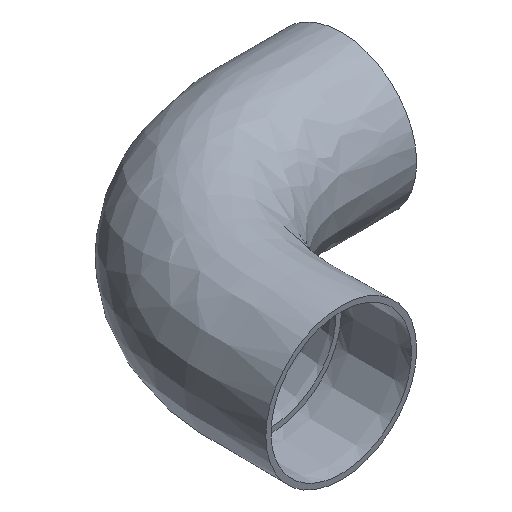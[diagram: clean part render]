
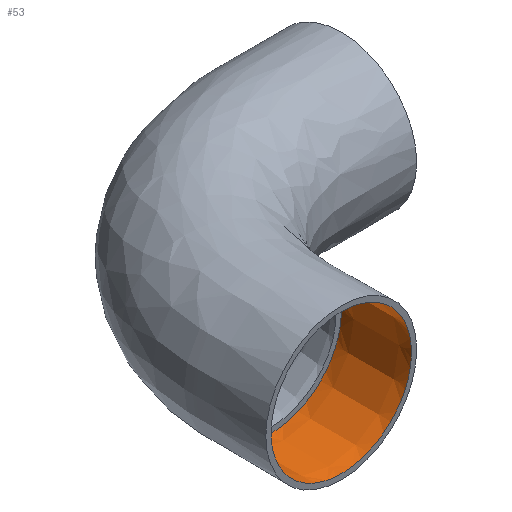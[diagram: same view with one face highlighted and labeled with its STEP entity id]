
A CAD part, isometric view. The second image highlights one B-rep face of the part: STEP entity #53.
In plain terms, the highlighted face is a extrusion surface.
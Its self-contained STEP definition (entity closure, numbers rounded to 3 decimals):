
#43=SURFACE_OF_LINEAR_EXTRUSION('',#66,#45);
#45=VECTOR('',#168,1.);
#53=ADVANCED_FACE('',(#77,#78),#43,.T.);
#64=B_SPLINE_CURVE_WITH_KNOTS('',3,(#10644,#10645,#10646,#10647,#10648,
#10649,#10650,#10651,#10652,#10653,#10654,#10655,#10656,#10657,#10658,#10659,
#10660,#10661,#10662,#10663,#10664,#10665,#10666,#10667,#10668,#10669,#10670,
#10671,#10672,#10673,#10674),.UNSPECIFIED.,.T.,.F.,(1,1,1,1,1,1,1,1,1,1,
1,1,1,1,1,1,1,1,1,1,1,1,1,1,1,1,1,1,1,1,1,1,1,1,1),(-0.094,-0.063,-0.031,
0.,0.031,0.063,0.094,0.125,0.188,0.219,0.25,0.281,0.313,0.375,
0.406,0.438,0.5,0.531,0.563,0.594,0.625,0.656,0.688,0.719,
0.75,0.813,0.844,0.875,0.906,0.938,0.969,1.,1.031,1.063,1.094),
 .UNSPECIFIED.);
#65=B_SPLINE_CURVE_WITH_KNOTS('',3,(#11363,#11364,#11365,#11366,#11367,
#11368,#11369,#11370,#11371,#11372,#11373,#11374,#11375,#11376,#11377,#11378,
#11379,#11380,#11381,#11382,#11383,#11384,#11385,#11386,#11387,#11388,#11389,
#11390,#11391,#11392,#11393),.UNSPECIFIED.,.T.,.F.,(1,1,1,1,1,1,1,1,1,1,
1,1,1,1,1,1,1,1,1,1,1,1,1,1,1,1,1,1,1,1,1,1,1,1,1),(-0.094,-0.063,-0.031,
0.,0.031,0.063,0.094,0.125,0.156,0.188,0.25,0.281,0.313,0.344,
0.375,0.406,0.438,0.469,0.5,0.563,0.594,0.625,0.688,0.719,0.75,
0.781,0.813,0.875,0.906,0.938,0.969,1.,1.031,1.063,1.094),
 .UNSPECIFIED.);
#66=B_SPLINE_CURVE_WITH_KNOTS('',3,(#11395,#11396,#11397,#11398,#11399,
#11400,#11401,#11402,#11403,#11404,#11405,#11406,#11407,#11408,#11409,#11410,
#11411,#11412,#11413,#11414,#11415,#11416,#11417,#11418,#11419,#11420,#11421,
#11422,#11423,#11424,#11425),.UNSPECIFIED.,.T.,.F.,(1,1,1,1,1,1,1,1,1,1,
1,1,1,1,1,1,1,1,1,1,1,1,1,1,1,1,1,1,1,1,1,1,1,1,1),(-0.094,-0.063,-0.031,
0.,0.031,0.063,0.094,0.125,0.188,0.219,0.25,0.281,0.313,0.375,
0.406,0.438,0.5,0.531,0.563,0.594,0.625,0.656,0.688,0.719,
0.75,0.813,0.844,0.875,0.906,0.938,0.969,1.,1.031,1.063,1.094),
 .UNSPECIFIED.);
#77=FACE_BOUND('',#93,.T.);
#78=FACE_BOUND('',#94,.T.);
#93=EDGE_LOOP('',(#109));
#94=EDGE_LOOP('',(#110));
#109=ORIENTED_EDGE('',*,*,#131,.F.);
#110=ORIENTED_EDGE('',*,*,#130,.F.);
#122=VERTEX_POINT('',#10675);
#123=VERTEX_POINT('',#11394);
#130=EDGE_CURVE('',#122,#122,#64,.T.);
#131=EDGE_CURVE('',#123,#123,#65,.T.);
#168=DIRECTION('',(0.,-1.,0.));
#10644=CARTESIAN_POINT('',(-19.743,0.,-3.917));
#10645=CARTESIAN_POINT('',(-20.13,0.,-0.007));
#10646=CARTESIAN_POINT('',(-19.738,0.,3.945));
#10647=CARTESIAN_POINT('',(-18.602,0.,7.69));
#10648=CARTESIAN_POINT('',(-16.73,0.,11.194));
#10649=CARTESIAN_POINT('',(-13.408,0.,15.242));
#10650=CARTESIAN_POINT('',(-8.945,0.,18.222));
#10651=CARTESIAN_POINT('',(-3.942,0.,19.739));
#10652=CARTESIAN_POINT('',(0.013,0.,20.129));
#10653=CARTESIAN_POINT('',(3.911,0.,19.745));
#10654=CARTESIAN_POINT('',(8.971,0.,18.213));
#10655=CARTESIAN_POINT('',(13.386,0.,15.266));
#10656=CARTESIAN_POINT('',(16.741,0.,11.174));
#10657=CARTESIAN_POINT('',(19.207,0.,6.573));
#10658=CARTESIAN_POINT('',(20.262,0.,1.269));
#10659=CARTESIAN_POINT('',(19.74,0.,-3.932));
#10660=CARTESIAN_POINT('',(18.592,0.,-7.72));
#10661=CARTESIAN_POINT('',(16.723,0.,-11.2));
#10662=CARTESIAN_POINT('',(14.233,0.,-14.234));
#10663=CARTESIAN_POINT('',(11.159,0.,-16.752));
#10664=CARTESIAN_POINT('',(7.707,0.,-18.595));
#10665=CARTESIAN_POINT('',(3.906,0.,-19.746));
#10666=CARTESIAN_POINT('',(-1.308,0.,-20.258));
#10667=CARTESIAN_POINT('',(-6.569,0.,-19.207));
#10668=CARTESIAN_POINT('',(-11.177,0.,-16.74));
#10669=CARTESIAN_POINT('',(-14.249,0.,-14.218));
#10670=CARTESIAN_POINT('',(-16.732,0.,-11.188));
#10671=CARTESIAN_POINT('',(-18.601,0.,-7.695));
#10672=CARTESIAN_POINT('',(-19.743,0.,-3.917));
#10673=CARTESIAN_POINT('',(-20.13,0.,-0.007));
#10674=CARTESIAN_POINT('',(-19.738,0.,3.945));
#10675=CARTESIAN_POINT('',(-20.,0.,0.));
#11363=CARTESIAN_POINT('',(-19.738,20.,3.945));
#11364=CARTESIAN_POINT('',(-20.13,20.,-0.007));
#11365=CARTESIAN_POINT('',(-19.743,20.,-3.917));
#11366=CARTESIAN_POINT('',(-18.601,20.,-7.695));
#11367=CARTESIAN_POINT('',(-16.732,20.,-11.188));
#11368=CARTESIAN_POINT('',(-14.249,20.,-14.218));
#11369=CARTESIAN_POINT('',(-11.177,20.,-16.74));
#11370=CARTESIAN_POINT('',(-6.569,20.,-19.207));
#11371=CARTESIAN_POINT('',(-1.308,20.,-20.258));
#11372=CARTESIAN_POINT('',(3.906,20.,-19.746));
#11373=CARTESIAN_POINT('',(7.707,20.,-18.595));
#11374=CARTESIAN_POINT('',(11.159,20.,-16.752));
#11375=CARTESIAN_POINT('',(14.233,20.,-14.234));
#11376=CARTESIAN_POINT('',(16.723,20.,-11.2));
#11377=CARTESIAN_POINT('',(18.592,20.,-7.72));
#11378=CARTESIAN_POINT('',(19.74,20.,-3.932));
#11379=CARTESIAN_POINT('',(20.262,20.,1.269));
#11380=CARTESIAN_POINT('',(19.207,20.,6.573));
#11381=CARTESIAN_POINT('',(16.741,20.,11.174));
#11382=CARTESIAN_POINT('',(13.386,20.,15.266));
#11383=CARTESIAN_POINT('',(8.971,20.,18.213));
#11384=CARTESIAN_POINT('',(3.911,20.,19.745));
#11385=CARTESIAN_POINT('',(0.013,20.,20.129));
#11386=CARTESIAN_POINT('',(-3.942,20.,19.739));
#11387=CARTESIAN_POINT('',(-8.945,20.,18.222));
#11388=CARTESIAN_POINT('',(-13.408,20.,15.242));
#11389=CARTESIAN_POINT('',(-16.73,20.,11.194));
#11390=CARTESIAN_POINT('',(-18.602,20.,7.69));
#11391=CARTESIAN_POINT('',(-19.738,20.,3.945));
#11392=CARTESIAN_POINT('',(-20.13,20.,-0.007));
#11393=CARTESIAN_POINT('',(-19.743,20.,-3.917));
#11394=CARTESIAN_POINT('',(-20.,20.,0.));
#11395=CARTESIAN_POINT('',(-19.743,20.,-3.917));
#11396=CARTESIAN_POINT('',(-20.13,20.,-0.007));
#11397=CARTESIAN_POINT('',(-19.738,20.,3.945));
#11398=CARTESIAN_POINT('',(-18.602,20.,7.69));
#11399=CARTESIAN_POINT('',(-16.73,20.,11.194));
#11400=CARTESIAN_POINT('',(-13.408,20.,15.242));
#11401=CARTESIAN_POINT('',(-8.945,20.,18.222));
#11402=CARTESIAN_POINT('',(-3.942,20.,19.739));
#11403=CARTESIAN_POINT('',(0.013,20.,20.129));
#11404=CARTESIAN_POINT('',(3.911,20.,19.745));
#11405=CARTESIAN_POINT('',(8.971,20.,18.213));
#11406=CARTESIAN_POINT('',(13.386,20.,15.266));
#11407=CARTESIAN_POINT('',(16.741,20.,11.174));
#11408=CARTESIAN_POINT('',(19.207,20.,6.573));
#11409=CARTESIAN_POINT('',(20.262,20.,1.269));
#11410=CARTESIAN_POINT('',(19.74,20.,-3.932));
#11411=CARTESIAN_POINT('',(18.592,20.,-7.72));
#11412=CARTESIAN_POINT('',(16.723,20.,-11.2));
#11413=CARTESIAN_POINT('',(14.233,20.,-14.234));
#11414=CARTESIAN_POINT('',(11.159,20.,-16.752));
#11415=CARTESIAN_POINT('',(7.707,20.,-18.595));
#11416=CARTESIAN_POINT('',(3.906,20.,-19.746));
#11417=CARTESIAN_POINT('',(-1.308,20.,-20.258));
#11418=CARTESIAN_POINT('',(-6.569,20.,-19.207));
#11419=CARTESIAN_POINT('',(-11.177,20.,-16.74));
#11420=CARTESIAN_POINT('',(-14.249,20.,-14.218));
#11421=CARTESIAN_POINT('',(-16.732,20.,-11.188));
#11422=CARTESIAN_POINT('',(-18.601,20.,-7.695));
#11423=CARTESIAN_POINT('',(-19.743,20.,-3.917));
#11424=CARTESIAN_POINT('',(-20.13,20.,-0.007));
#11425=CARTESIAN_POINT('',(-19.738,20.,3.945));
